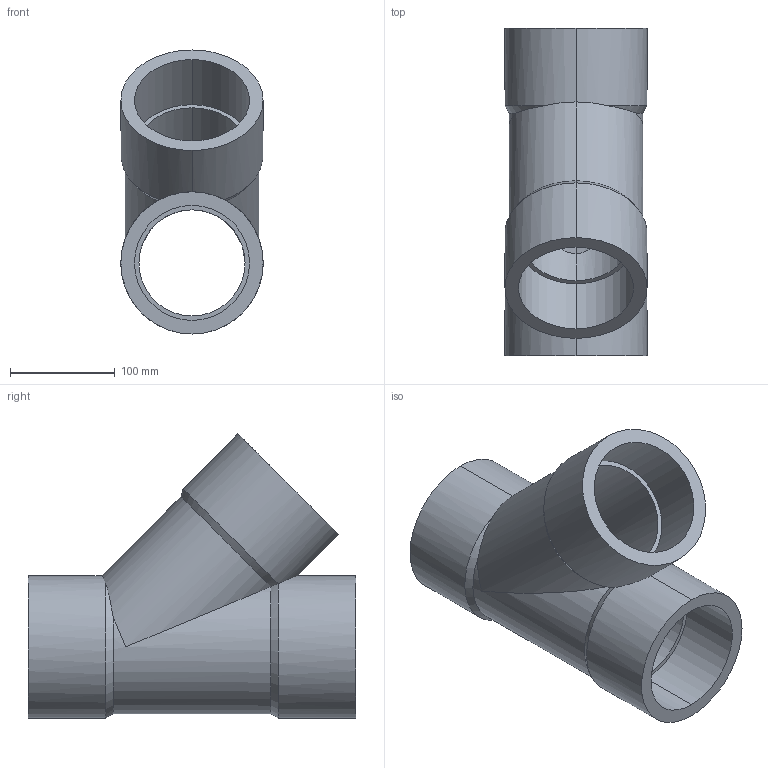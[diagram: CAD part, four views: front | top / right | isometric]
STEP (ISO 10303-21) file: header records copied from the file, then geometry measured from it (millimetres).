
FILE_DESCRIPTION(('STEP AP214'),'1');
FILE_NAME('cctmp_36BB7460-E76F-40B4-A387-4D026888CF38_2022_03_09_13_54_16_0026..stp','2022-03-09T12:54:16',('Praher Valves GmbH'),('CADClick - www.CADClick.com'),'Spatial InterOp 3D',' ','unknown authorization');
FILE_SCHEMA(('AUTOMOTIVE_DESIGN'));
Length unit declared in the file: millimetre
Products named in the file (1): 2022_03_09_13_54_16_0026
Bounding box: 136 x 313 x 271.65 mm (x, y, z)
Volume: 2169457.4 mm3; surface area: 338530.1 mm2
Topology: 1 solids, 1 shells, 32 faces, 74 edges, 46 vertices
Faces by surface type: cylinder 20, cone 6, plane 6
Entity records: 1286 total; most frequent: CARTESIAN_POINT 239, DIRECTION 180, ORIENTED_EDGE 148, AXIS2_PLACEMENT_3D 79, EDGE_CURVE 74, VERTEX_POINT 46, EDGE_LOOP 38, CIRCLE 36
